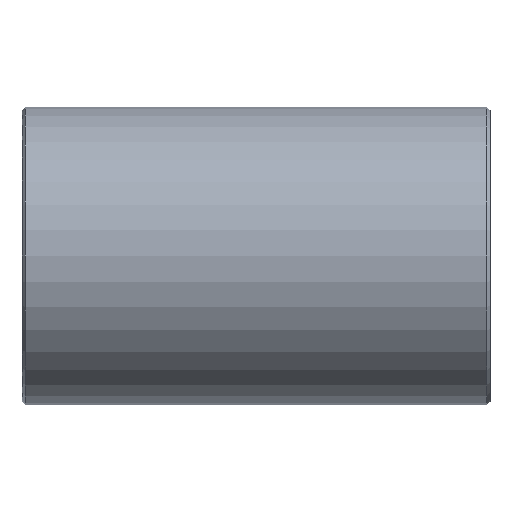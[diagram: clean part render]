
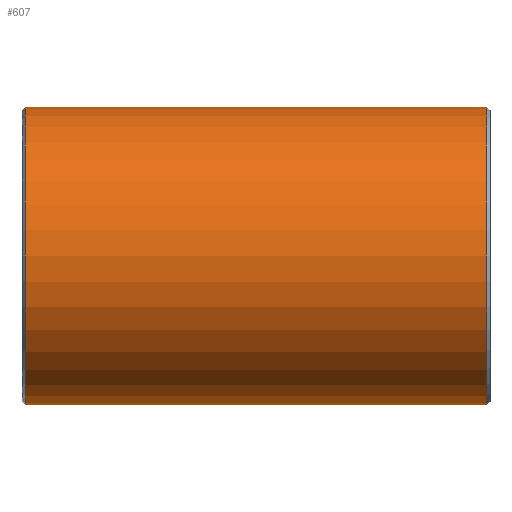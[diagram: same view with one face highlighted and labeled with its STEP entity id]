
A CAD part, front view. The second image highlights one B-rep face of the part: STEP entity #607.
In plain terms, the highlighted cylindrical face has radius 177.8 mm (diameter 355.6 mm), a partial arc.
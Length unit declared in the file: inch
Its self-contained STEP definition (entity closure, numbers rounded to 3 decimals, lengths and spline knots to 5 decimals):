
#17 = DIRECTION ( 'NONE',  ( -1., 0., 0. ) ) ;
#37 = ORIENTED_EDGE ( 'NONE', *, *, #489, .T. ) ;
#38 = DIRECTION ( 'NONE',  ( 1., 0., 0. ) ) ;
#51 = CARTESIAN_POINT ( 'NONE',  ( 10.854, 0., 0. ) ) ;
#88 = VERTEX_POINT ( 'NONE', #463 ) ;
#107 = CARTESIAN_POINT ( 'NONE',  ( 11., 0., -7. ) ) ;
#116 = DIRECTION ( 'NONE',  ( 0., 0., 1. ) ) ;
#147 = EDGE_LOOP ( 'NONE', ( #599, #37, #841, #671 ) ) ;
#164 = LINE ( 'NONE', #107, #295 ) ;
#166 = AXIS2_PLACEMENT_3D ( 'NONE', #763, #38, #116 ) ;
#181 = CARTESIAN_POINT ( 'NONE',  ( 11., 0., 0. ) ) ;
#218 = CARTESIAN_POINT ( 'NONE',  ( 10.854, 0., 7. ) ) ;
#226 = CARTESIAN_POINT ( 'NONE',  ( 10.854, 0., -7. ) ) ;
#295 = VECTOR ( 'NONE', #616, 39.37008 ) ;
#359 = DIRECTION ( 'NONE',  ( -1., 0., 0. ) ) ;
#391 = CYLINDRICAL_SURFACE ( 'NONE', #416, 7. ) ;
#398 = VERTEX_POINT ( 'NONE', #908 ) ;
#416 = AXIS2_PLACEMENT_3D ( 'NONE', #181, #823, #755 ) ;
#459 = AXIS2_PLACEMENT_3D ( 'NONE', #51, #359, #780 ) ;
#463 = CARTESIAN_POINT ( 'NONE',  ( -10.854, 0., 7. ) ) ;
#466 = FACE_OUTER_BOUND ( 'NONE', #147, .T. ) ;
#489 = EDGE_CURVE ( 'NONE', #518, #748, #725, .T. ) ;
#506 = CIRCLE ( 'NONE', #166, 7. ) ;
#518 = VERTEX_POINT ( 'NONE', #226 ) ;
#599 = ORIENTED_EDGE ( 'NONE', *, *, #661, .F. ) ;
#607 = ADVANCED_FACE ( 'NONE', ( #466 ), #391, .T. ) ;
#616 = DIRECTION ( 'NONE',  ( -1., 0., 0. ) ) ;
#661 = EDGE_CURVE ( 'NONE', #518, #398, #164, .T. ) ;
#667 = CARTESIAN_POINT ( 'NONE',  ( 11., 0., 7. ) ) ;
#671 = ORIENTED_EDGE ( 'NONE', *, *, #847, .T. ) ;
#725 = CIRCLE ( 'NONE', #459, 7. ) ;
#748 = VERTEX_POINT ( 'NONE', #218 ) ;
#754 = LINE ( 'NONE', #667, #896 ) ;
#755 = DIRECTION ( 'NONE',  ( 0., 0., 1. ) ) ;
#763 = CARTESIAN_POINT ( 'NONE',  ( -10.854, 0., 0. ) ) ;
#780 = DIRECTION ( 'NONE',  ( 0., 0., -1. ) ) ;
#804 = EDGE_CURVE ( 'NONE', #748, #88, #754, .T. ) ;
#823 = DIRECTION ( 'NONE',  ( -1., 0., 0. ) ) ;
#841 = ORIENTED_EDGE ( 'NONE', *, *, #804, .T. ) ;
#847 = EDGE_CURVE ( 'NONE', #88, #398, #506, .T. ) ;
#896 = VECTOR ( 'NONE', #17, 39.37008 ) ;
#908 = CARTESIAN_POINT ( 'NONE',  ( -10.854, 0., -7. ) ) ;
